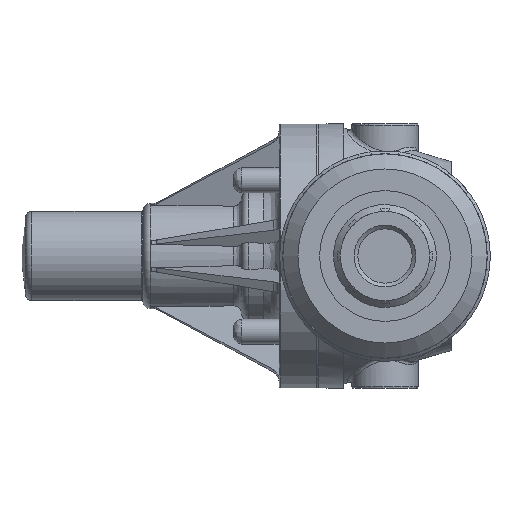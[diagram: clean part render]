
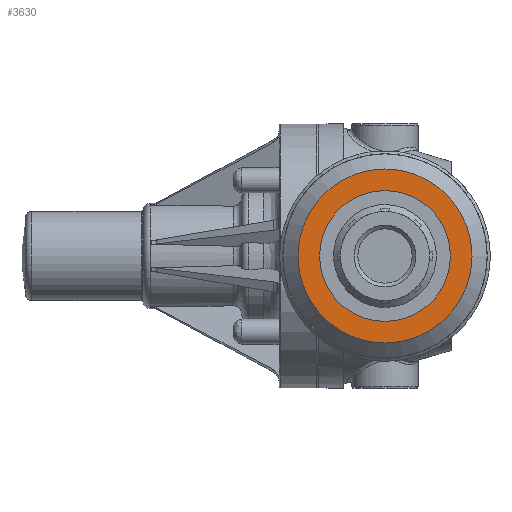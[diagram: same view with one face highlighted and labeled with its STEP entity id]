
A CAD part, left-side view. The second image highlights one B-rep face of the part: STEP entity #3630.
In plain terms, the highlighted planar face has unit normal (-1, 0, 0).
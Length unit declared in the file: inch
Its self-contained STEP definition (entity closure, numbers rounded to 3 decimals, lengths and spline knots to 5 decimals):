
#3599=CARTESIAN_POINT('',(-3.12617,0.8745,1.15083));
#3600=VERTEX_POINT('',#3599);
#3601=CARTESIAN_POINT('',(-3.12617,0.8745,-0.00017));
#3602=DIRECTION('',(1.0,0.0,0.0));
#3603=DIRECTION('',(0.0,0.0,-1.0));
#3604=AXIS2_PLACEMENT_3D('',#3601,#3602,#3603);
#3605=CIRCLE('',#3604,1.151);
#3606=EDGE_CURVE('',#3600,#3600,#3605,.T.);
#3611=CARTESIAN_POINT('',(-3.12617,0.8745,1.10783));
#3612=DIRECTION('',(-1.0,0.0,0.0));
#3613=DIRECTION('',(0.0,1.0,0.0));
#3614=AXIS2_PLACEMENT_3D('',#3611,#3612,#3613);
#3615=PLANE('',#3614);
#3616=ORIENTED_EDGE('',*,*,#3606,.F.);
#3617=EDGE_LOOP('',(#3616));
#3618=FACE_OUTER_BOUND('',#3617,.T.);
#3619=CARTESIAN_POINT('',(-3.12617,0.8745,0.86483));
#3620=VERTEX_POINT('',#3619);
#3621=CARTESIAN_POINT('',(-3.12617,0.8745,-0.00017));
#3622=DIRECTION('',(-1.0,0.0,0.0));
#3623=DIRECTION('',(0.0,0.0,1.0));
#3624=AXIS2_PLACEMENT_3D('',#3621,#3622,#3623);
#3625=CIRCLE('',#3624,0.865);
#3626=EDGE_CURVE('',#3620,#3620,#3625,.T.);
#3627=ORIENTED_EDGE('',*,*,#3626,.F.);
#3628=EDGE_LOOP('',(#3627));
#3629=FACE_BOUND('',#3628,.T.);
#3630=ADVANCED_FACE('',(#3618,#3629),#3615,.T.);
